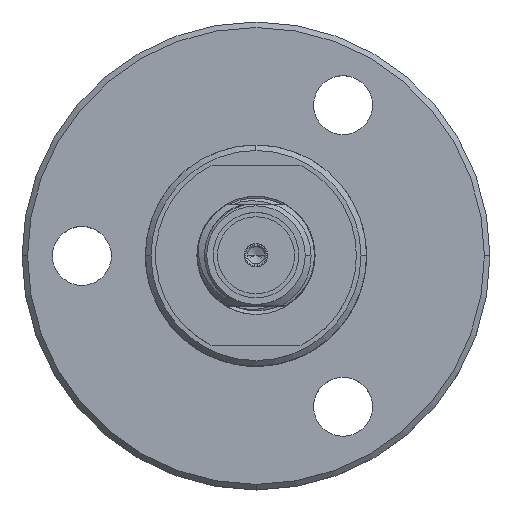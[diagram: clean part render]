
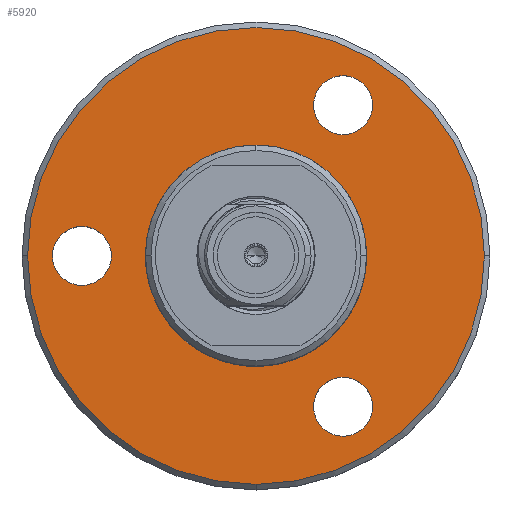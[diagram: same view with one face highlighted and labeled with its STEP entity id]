
A CAD part, top view. The second image highlights one B-rep face of the part: STEP entity #5920.
In plain terms, the highlighted planar face has unit normal (0, 0, 1).
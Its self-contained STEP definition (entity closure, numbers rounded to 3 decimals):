
#991 = ORIENTED_EDGE ( 'NONE', *, *, #9494, .T. ) ;
#2437 = ORIENTED_EDGE ( 'NONE', *, *, #58353, .T. ) ;
#3123 = PLANE ( 'NONE',  #4733 ) ;
#3495 = DIRECTION ( 'NONE',  ( 1., 0., 0. ) ) ;
#3551 = AXIS2_PLACEMENT_3D ( 'NONE', #12049, #20265, #57160 ) ;
#3631 = CARTESIAN_POINT ( 'NONE',  ( 5.65, 0., 0.1 ) ) ;
#4616 = CARTESIAN_POINT ( 'NONE',  ( 0., 0., 0.1 ) ) ;
#4733 = AXIS2_PLACEMENT_3D ( 'NONE', #58773, #9758, #45497 ) ;
#5920 = ADVANCED_FACE ( 'NONE', ( #83395, #40623, #76364, #112090, #23039 ), #3123, .F. ) ;
#8115 = VERTEX_POINT ( 'NONE', #80592 ) ;
#9494 = EDGE_CURVE ( 'NONE', #67886, #8115, #62810, .T. ) ;
#9758 = DIRECTION ( 'NONE',  ( 0., 0., -1. ) ) ;
#11046 = ORIENTED_EDGE ( 'NONE', *, *, #13482, .F. ) ;
#11149 = CARTESIAN_POINT ( 'NONE',  ( 0., 0., 0.1 ) ) ;
#12049 = CARTESIAN_POINT ( 'NONE',  ( -9.45, 0., 0.1 ) ) ;
#12123 = DIRECTION ( 'NONE',  ( -1., 0., 0. ) ) ;
#12522 = CIRCLE ( 'NONE', #106082, 1.6 ) ;
#13482 = EDGE_CURVE ( 'NONE', #81863, #52534, #43397, .T. ) ;
#14288 = EDGE_LOOP ( 'NONE', ( #991, #50802 ) ) ;
#14340 = DIRECTION ( 'NONE',  ( 0.5, 0.866, 0. ) ) ;
#17065 = VERTEX_POINT ( 'NONE', #87796 ) ;
#18016 = CIRCLE ( 'NONE', #66729, 12.4 ) ;
#20265 = DIRECTION ( 'NONE',  ( 0., 0., -1. ) ) ;
#20953 = EDGE_LOOP ( 'NONE', ( #108020, #2437 ) ) ;
#22835 = VERTEX_POINT ( 'NONE', #112782 ) ;
#23039 = FACE_BOUND ( 'NONE', #20953, .T. ) ;
#24322 = VERTEX_POINT ( 'NONE', #50614 ) ;
#24378 = DIRECTION ( 'NONE',  ( 1., 0., 0. ) ) ;
#25017 = AXIS2_PLACEMENT_3D ( 'NONE', #62527, #53159, #44372 ) ;
#25023 = ORIENTED_EDGE ( 'NONE', *, *, #111390, .T. ) ;
#25153 = EDGE_LOOP ( 'NONE', ( #104716, #96539, #99216 ) ) ;
#30531 = DIRECTION ( 'NONE',  ( -0.5, 0.866, 0. ) ) ;
#32104 = CARTESIAN_POINT ( 'NONE',  ( 5.525, 9.57, 0.1 ) ) ;
#32532 = VERTEX_POINT ( 'NONE', #63986 ) ;
#33057 = DIRECTION ( 'NONE',  ( 0., 0., -1. ) ) ;
#33165 = DIRECTION ( 'NONE',  ( 0., 0., 1. ) ) ;
#38090 = DIRECTION ( 'NONE',  ( 0., 0., -1. ) ) ;
#40486 = DIRECTION ( 'NONE',  ( 0., 0., -1. ) ) ;
#40623 = FACE_BOUND ( 'NONE', #82502, .T. ) ;
#43397 = CIRCLE ( 'NONE', #58385, 5.65 ) ;
#43560 = CARTESIAN_POINT ( 'NONE',  ( 4.725, 8.184, 0.1 ) ) ;
#44372 = DIRECTION ( 'NONE',  ( 1., 0., 0. ) ) ;
#45221 = DIRECTION ( 'NONE',  ( -0.5, -0.866, 0. ) ) ;
#45497 = DIRECTION ( 'NONE',  ( 0., -1., 0. ) ) ;
#50614 = CARTESIAN_POINT ( 'NONE',  ( 0., -12.4, 0.1 ) ) ;
#50802 = ORIENTED_EDGE ( 'NONE', *, *, #69042, .T. ) ;
#52534 = VERTEX_POINT ( 'NONE', #90981 ) ;
#53159 = DIRECTION ( 'NONE',  ( 0., 0., -1. ) ) ;
#54450 = CARTESIAN_POINT ( 'NONE',  ( 3.925, -6.798, 0.1 ) ) ;
#55174 = DIRECTION ( 'NONE',  ( 0., 0., -1. ) ) ;
#56563 = DIRECTION ( 'NONE',  ( 0., 0., -1. ) ) ;
#57160 = DIRECTION ( 'NONE',  ( 1., 0., 0. ) ) ;
#57945 = DIRECTION ( 'NONE',  ( 0., 0., -1. ) ) ;
#58353 = EDGE_CURVE ( 'NONE', #17065, #100676, #12522, .T. ) ;
#58385 = AXIS2_PLACEMENT_3D ( 'NONE', #87047, #33165, #24378 ) ;
#58773 = CARTESIAN_POINT ( 'NONE',  ( 0., 0., 0.1 ) ) ;
#59099 = AXIS2_PLACEMENT_3D ( 'NONE', #4616, #57945, #66748 ) ;
#61737 = EDGE_CURVE ( 'NONE', #22835, #24322, #81856, .T. ) ;
#62527 = CARTESIAN_POINT ( 'NONE',  ( 0., 0., 0.1 ) ) ;
#62806 = CARTESIAN_POINT ( 'NONE',  ( 4.725, 8.184, 0.1 ) ) ;
#62810 = CIRCLE ( 'NONE', #3551, 1.6 ) ;
#63986 = CARTESIAN_POINT ( 'NONE',  ( 3.925, 6.798, 0.1 ) ) ;
#64484 = AXIS2_PLACEMENT_3D ( 'NONE', #43560, #33057, #14340 ) ;
#66729 = AXIS2_PLACEMENT_3D ( 'NONE', #11149, #38090, #3495 ) ;
#66748 = DIRECTION ( 'NONE',  ( -1., 0., 0. ) ) ;
#66870 = VERTEX_POINT ( 'NONE', #32104 ) ;
#67443 = CARTESIAN_POINT ( 'NONE',  ( -7.85, 0., 0.1 ) ) ;
#67447 = ORIENTED_EDGE ( 'NONE', *, *, #72028, .T. ) ;
#67766 = DIRECTION ( 'NONE',  ( 1., 0., 0. ) ) ;
#67858 = EDGE_CURVE ( 'NONE', #100676, #17065, #84829, .T. ) ;
#67886 = VERTEX_POINT ( 'NONE', #67443 ) ;
#69042 = EDGE_CURVE ( 'NONE', #8115, #67886, #86645, .T. ) ;
#70053 = DIRECTION ( 'NONE',  ( 0., 0., -1. ) ) ;
#72028 = EDGE_CURVE ( 'NONE', #32532, #66870, #99795, .T. ) ;
#72499 = AXIS2_PLACEMENT_3D ( 'NONE', #78269, #70053, #67766 ) ;
#73785 = EDGE_CURVE ( 'NONE', #81863, #52534, #99860, .T. ) ;
#74728 = CARTESIAN_POINT ( 'NONE',  ( 4.725, -8.184, 0.1 ) ) ;
#75536 = AXIS2_PLACEMENT_3D ( 'NONE', #62806, #55174, #45221 ) ;
#75977 = DIRECTION ( 'NONE',  ( 0., 0., -1. ) ) ;
#76364 = FACE_BOUND ( 'NONE', #14288, .T. ) ;
#77912 = EDGE_LOOP ( 'NONE', ( #67447, #25023 ) ) ;
#78269 = CARTESIAN_POINT ( 'NONE',  ( 0., 0., 0.1 ) ) ;
#79744 = CIRCLE ( 'NONE', #59099, 12.4 ) ;
#80592 = CARTESIAN_POINT ( 'NONE',  ( -11.05, 0., 0.1 ) ) ;
#81856 = CIRCLE ( 'NONE', #72499, 12.4 ) ;
#81863 = VERTEX_POINT ( 'NONE', #3631 ) ;
#82502 = EDGE_LOOP ( 'NONE', ( #11046, #94828 ) ) ;
#83395 = FACE_OUTER_BOUND ( 'NONE', #25153, .T. ) ;
#84829 = CIRCLE ( 'NONE', #107226, 1.6 ) ;
#85000 = CARTESIAN_POINT ( 'NONE',  ( 4.725, -8.184, 0.1 ) ) ;
#85555 = CARTESIAN_POINT ( 'NONE',  ( -12.4, 0., 0.1 ) ) ;
#86645 = CIRCLE ( 'NONE', #110990, 1.6 ) ;
#87047 = CARTESIAN_POINT ( 'NONE',  ( 0., 0., 0.1 ) ) ;
#87796 = CARTESIAN_POINT ( 'NONE',  ( 5.525, -9.57, 0.1 ) ) ;
#89094 = EDGE_CURVE ( 'NONE', #24322, #113365, #18016, .T. ) ;
#90981 = CARTESIAN_POINT ( 'NONE',  ( -5.65, 0., 0.1 ) ) ;
#94828 = ORIENTED_EDGE ( 'NONE', *, *, #73785, .T. ) ;
#96539 = ORIENTED_EDGE ( 'NONE', *, *, #102471, .F. ) ;
#99216 = ORIENTED_EDGE ( 'NONE', *, *, #89094, .F. ) ;
#99795 = CIRCLE ( 'NONE', #75536, 1.6 ) ;
#99860 = CIRCLE ( 'NONE', #25017, 5.65 ) ;
#100676 = VERTEX_POINT ( 'NONE', #54450 ) ;
#101177 = CARTESIAN_POINT ( 'NONE',  ( -9.45, 0., 0.1 ) ) ;
#101676 = DIRECTION ( 'NONE',  ( 0.5, -0.866, 0. ) ) ;
#102471 = EDGE_CURVE ( 'NONE', #113365, #22835, #79744, .T. ) ;
#104716 = ORIENTED_EDGE ( 'NONE', *, *, #61737, .F. ) ;
#106082 = AXIS2_PLACEMENT_3D ( 'NONE', #74728, #56563, #101676 ) ;
#107226 = AXIS2_PLACEMENT_3D ( 'NONE', #85000, #40486, #30531 ) ;
#108020 = ORIENTED_EDGE ( 'NONE', *, *, #67858, .T. ) ;
#110990 = AXIS2_PLACEMENT_3D ( 'NONE', #101177, #75977, #12123 ) ;
#111390 = EDGE_CURVE ( 'NONE', #66870, #32532, #114962, .T. ) ;
#112090 = FACE_BOUND ( 'NONE', #77912, .T. ) ;
#112782 = CARTESIAN_POINT ( 'NONE',  ( 12.4, 0., 0.1 ) ) ;
#113365 = VERTEX_POINT ( 'NONE', #85555 ) ;
#114962 = CIRCLE ( 'NONE', #64484, 1.6 ) ;
